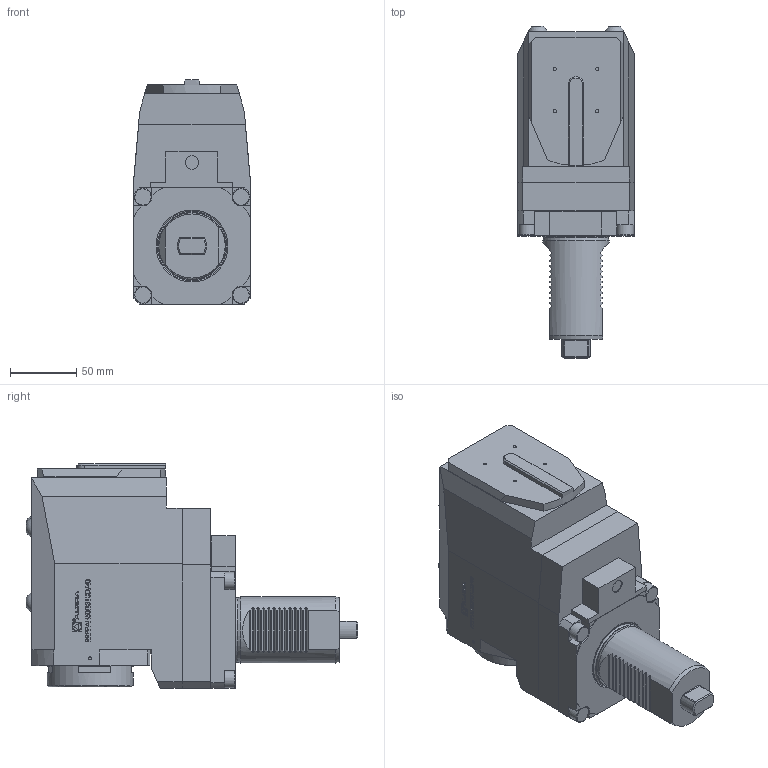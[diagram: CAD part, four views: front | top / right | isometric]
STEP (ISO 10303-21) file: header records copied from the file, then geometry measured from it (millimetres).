
FILE_DESCRIPTION (( 'STEP AP214' ), '1' );
FILE_NAME ('RRPPAH50I131UD40.STEP', '2025-11-17T07:39:14', ( '' ), ( '' ), 'SwSTEP 2.0', 'SolidWorks 2023', '' );
FILE_SCHEMA (( 'AUTOMOTIVE_DESIGN' ));
Length unit declared in the file: millimetre
Products named in the file (1): RRPPAH50I131UD40
Bounding box: 88 x 250.4 x 169.5 mm (x, y, z)
Volume: 2012990.4 mm3; surface area: 117521.9 mm2
Topology: 1 solids, 1 shells, 623 faces, 1637 edges, 1083 vertices
Faces by surface type: plane 432, cylinder 88, bspline 85, cone 7, torus 7, sphere 4
Full cylindrical faces by diameter (mm): 1.7 x1, 2.1 x1, 6.366 x1, 10 x1, 13 x4, 14 x4, 48.7 x1, 50 x1, 65 x1
Entity records: 28275 total; most frequent: CARTESIAN_POINT 10298, ORIENTED_EDGE 3210, DIRECTION 2528, EDGE_CURVE 1605, LINE 1116, VECTOR 1116, VERTEX_POINT 1076, EDGE_LOOP 715
